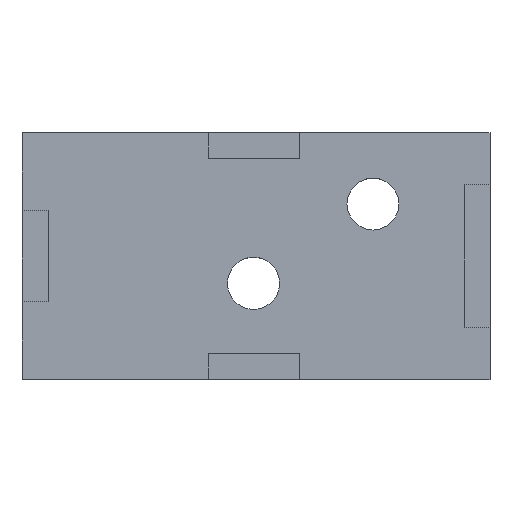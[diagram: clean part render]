
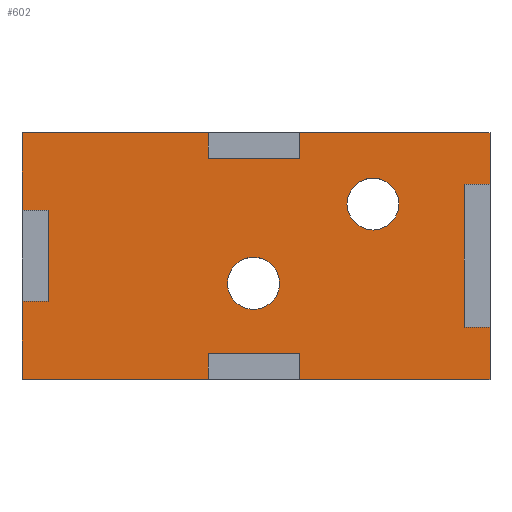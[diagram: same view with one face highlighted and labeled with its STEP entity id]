
A CAD part, top view. The second image highlights one B-rep face of the part: STEP entity #602.
In plain terms, the highlighted planar face has unit normal (0, 0, 1).
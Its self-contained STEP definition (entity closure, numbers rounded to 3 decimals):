
#15=FACE_BOUND('',#95,.T.);
#16=FACE_BOUND('',#96,.T.);
#34=PLANE('',#650);
#64=FACE_OUTER_BOUND('',#94,.T.);
#94=EDGE_LOOP('',(#487,#488,#489,#490,#491,#492,#493,#494,#495,#496,#497,
#498,#499,#500,#501,#502,#503,#504,#505,#506));
#95=EDGE_LOOP('',(#507));
#96=EDGE_LOOP('',(#508));
#131=LINE('',#866,#211);
#135=LINE('',#874,#215);
#138=LINE('',#881,#218);
#142=LINE('',#889,#222);
#145=LINE('',#895,#225);
#149=LINE('',#903,#229);
#152=LINE('',#909,#232);
#155=LINE('',#914,#235);
#157=LINE('',#918,#237);
#158=LINE('',#920,#238);
#159=LINE('',#922,#239);
#160=LINE('',#924,#240);
#161=LINE('',#926,#241);
#162=LINE('',#928,#242);
#163=LINE('',#930,#243);
#164=LINE('',#932,#244);
#165=LINE('',#934,#245);
#166=LINE('',#936,#246);
#167=LINE('',#938,#247);
#168=LINE('',#939,#248);
#211=VECTOR('',#711,10.);
#215=VECTOR('',#715,10.);
#218=VECTOR('',#720,10.);
#222=VECTOR('',#726,10.);
#225=VECTOR('',#731,10.);
#229=VECTOR('',#739,10.);
#232=VECTOR('',#744,10.);
#235=VECTOR('',#749,10.);
#237=VECTOR('',#755,10.);
#238=VECTOR('',#756,10.);
#239=VECTOR('',#757,10.);
#240=VECTOR('',#758,10.);
#241=VECTOR('',#759,10.);
#242=VECTOR('',#760,10.);
#243=VECTOR('',#761,10.);
#244=VECTOR('',#762,10.);
#245=VECTOR('',#763,10.);
#246=VECTOR('',#764,10.);
#247=VECTOR('',#765,10.);
#248=VECTOR('',#766,10.);
#271=CIRCLE('',#630,2.);
#273=CIRCLE('',#633,2.);
#275=VERTEX_POINT('',#815);
#277=VERTEX_POINT('',#821);
#292=VERTEX_POINT('',#863);
#293=VERTEX_POINT('',#865);
#296=VERTEX_POINT('',#871);
#297=VERTEX_POINT('',#873);
#299=VERTEX_POINT('',#879);
#300=VERTEX_POINT('',#880);
#303=VERTEX_POINT('',#888);
#305=VERTEX_POINT('',#894);
#307=VERTEX_POINT('',#902);
#309=VERTEX_POINT('',#908);
#311=VERTEX_POINT('',#919);
#312=VERTEX_POINT('',#921);
#313=VERTEX_POINT('',#923);
#314=VERTEX_POINT('',#925);
#315=VERTEX_POINT('',#927);
#316=VERTEX_POINT('',#929);
#317=VERTEX_POINT('',#931);
#318=VERTEX_POINT('',#933);
#319=VERTEX_POINT('',#935);
#320=VERTEX_POINT('',#937);
#331=EDGE_CURVE('',#275,#275,#271,.T.);
#334=EDGE_CURVE('',#277,#277,#273,.T.);
#355=EDGE_CURVE('',#293,#292,#131,.T.);
#359=EDGE_CURVE('',#297,#296,#135,.T.);
#362=EDGE_CURVE('',#299,#300,#138,.T.);
#366=EDGE_CURVE('',#300,#303,#142,.T.);
#369=EDGE_CURVE('',#305,#299,#145,.T.);
#373=EDGE_CURVE('',#307,#293,#149,.T.);
#376=EDGE_CURVE('',#296,#309,#152,.T.);
#379=EDGE_CURVE('',#309,#307,#155,.T.);
#381=EDGE_CURVE('',#303,#297,#157,.T.);
#382=EDGE_CURVE('',#292,#311,#158,.T.);
#383=EDGE_CURVE('',#311,#312,#159,.T.);
#384=EDGE_CURVE('',#312,#313,#160,.T.);
#385=EDGE_CURVE('',#313,#314,#161,.T.);
#386=EDGE_CURVE('',#314,#315,#162,.T.);
#387=EDGE_CURVE('',#315,#316,#163,.T.);
#388=EDGE_CURVE('',#316,#317,#164,.T.);
#389=EDGE_CURVE('',#317,#318,#165,.T.);
#390=EDGE_CURVE('',#318,#319,#166,.T.);
#391=EDGE_CURVE('',#319,#320,#167,.T.);
#392=EDGE_CURVE('',#320,#305,#168,.T.);
#487=ORIENTED_EDGE('',*,*,#366,.T.);
#488=ORIENTED_EDGE('',*,*,#381,.T.);
#489=ORIENTED_EDGE('',*,*,#359,.T.);
#490=ORIENTED_EDGE('',*,*,#376,.T.);
#491=ORIENTED_EDGE('',*,*,#379,.T.);
#492=ORIENTED_EDGE('',*,*,#373,.T.);
#493=ORIENTED_EDGE('',*,*,#355,.T.);
#494=ORIENTED_EDGE('',*,*,#382,.T.);
#495=ORIENTED_EDGE('',*,*,#383,.T.);
#496=ORIENTED_EDGE('',*,*,#384,.T.);
#497=ORIENTED_EDGE('',*,*,#385,.T.);
#498=ORIENTED_EDGE('',*,*,#386,.T.);
#499=ORIENTED_EDGE('',*,*,#387,.T.);
#500=ORIENTED_EDGE('',*,*,#388,.T.);
#501=ORIENTED_EDGE('',*,*,#389,.T.);
#502=ORIENTED_EDGE('',*,*,#390,.T.);
#503=ORIENTED_EDGE('',*,*,#391,.T.);
#504=ORIENTED_EDGE('',*,*,#392,.T.);
#505=ORIENTED_EDGE('',*,*,#369,.T.);
#506=ORIENTED_EDGE('',*,*,#362,.T.);
#507=ORIENTED_EDGE('',*,*,#331,.T.);
#508=ORIENTED_EDGE('',*,*,#334,.T.);
#602=ADVANCED_FACE('',(#64,#15,#16),#34,.T.);
#630=AXIS2_PLACEMENT_3D('',#816,#667,#668);
#633=AXIS2_PLACEMENT_3D('',#822,#674,#675);
#650=AXIS2_PLACEMENT_3D('',#917,#753,#754);
#667=DIRECTION('center_axis',(0.,0.,-1.));
#668=DIRECTION('ref_axis',(1.,0.,0.));
#674=DIRECTION('center_axis',(0.,0.,-1.));
#675=DIRECTION('ref_axis',(1.,0.,0.));
#711=DIRECTION('',(-1.,0.,0.));
#715=DIRECTION('',(-1.,0.,0.));
#720=DIRECTION('',(0.,1.,0.));
#726=DIRECTION('',(1.,0.,0.));
#731=DIRECTION('',(-1.,0.,0.));
#739=DIRECTION('',(0.,1.,0.));
#744=DIRECTION('',(0.,-1.,0.));
#749=DIRECTION('',(-1.,0.,0.));
#753=DIRECTION('center_axis',(0.,0.,1.));
#754=DIRECTION('ref_axis',(1.,0.,0.));
#755=DIRECTION('',(0.,1.,0.));
#756=DIRECTION('',(0.,-1.,0.));
#757=DIRECTION('',(1.,0.,0.));
#758=DIRECTION('',(0.,-1.,0.));
#759=DIRECTION('',(-1.,0.,0.));
#760=DIRECTION('',(0.,-1.,0.));
#761=DIRECTION('',(1.,0.,0.));
#762=DIRECTION('',(0.,1.,0.));
#763=DIRECTION('',(1.,0.,0.));
#764=DIRECTION('',(0.,-1.,0.));
#765=DIRECTION('',(1.,0.,0.));
#766=DIRECTION('',(0.,1.,0.));
#815=CARTESIAN_POINT('',(13.31,4.9,-10.));
#816=CARTESIAN_POINT('Origin',(15.31,4.9,-10.));
#821=CARTESIAN_POINT('',(22.5,11.,-10.));
#822=CARTESIAN_POINT('Origin',(24.5,11.,-10.));
#863=CARTESIAN_POINT('',(-2.5,16.5,-10.));
#865=CARTESIAN_POINT('',(11.81,16.5,-10.));
#866=CARTESIAN_POINT('',(33.5,16.5,-10.));
#871=CARTESIAN_POINT('',(18.81,16.5,-10.));
#873=CARTESIAN_POINT('',(33.5,16.5,-10.));
#874=CARTESIAN_POINT('',(33.5,16.5,-10.));
#879=CARTESIAN_POINT('',(31.5,1.5,-10.));
#880=CARTESIAN_POINT('',(31.5,12.5,-10.));
#881=CARTESIAN_POINT('',(31.5,9.75,-10.));
#888=CARTESIAN_POINT('',(33.5,12.5,-10.));
#889=CARTESIAN_POINT('',(24.5,12.5,-10.));
#894=CARTESIAN_POINT('',(33.5,1.5,-10.));
#895=CARTESIAN_POINT('',(23.5,1.5,-10.));
#902=CARTESIAN_POINT('',(11.81,14.5,-10.));
#903=CARTESIAN_POINT('',(11.81,11.75,-10.));
#908=CARTESIAN_POINT('',(18.81,14.5,-10.));
#909=CARTESIAN_POINT('',(18.81,10.75,-10.));
#914=CARTESIAN_POINT('',(13.655,14.5,-10.));
#917=CARTESIAN_POINT('Origin',(15.5,7.,-10.));
#918=CARTESIAN_POINT('',(33.5,-2.5,-10.));
#919=CARTESIAN_POINT('',(-2.5,10.5,-10.));
#920=CARTESIAN_POINT('',(-2.5,16.5,-10.));
#921=CARTESIAN_POINT('',(-0.5,10.5,-10.));
#922=CARTESIAN_POINT('',(7.5,10.5,-10.));
#923=CARTESIAN_POINT('',(-0.5,3.5,-10.));
#924=CARTESIAN_POINT('',(-0.5,5.25,-10.));
#925=CARTESIAN_POINT('',(-2.5,3.5,-10.));
#926=CARTESIAN_POINT('',(6.5,3.5,-10.));
#927=CARTESIAN_POINT('',(-2.5,-2.5,-10.));
#928=CARTESIAN_POINT('',(-2.5,16.5,-10.));
#929=CARTESIAN_POINT('',(11.81,-2.5,-10.));
#930=CARTESIAN_POINT('',(-2.5,-2.5,-10.));
#931=CARTESIAN_POINT('',(11.81,-0.5,-10.));
#932=CARTESIAN_POINT('',(11.81,3.25,-10.));
#933=CARTESIAN_POINT('',(18.81,-0.5,-10.));
#934=CARTESIAN_POINT('',(17.155,-0.5,-10.));
#935=CARTESIAN_POINT('',(18.81,-2.5,-10.));
#936=CARTESIAN_POINT('',(18.81,2.25,-10.));
#937=CARTESIAN_POINT('',(33.5,-2.5,-10.));
#938=CARTESIAN_POINT('',(-2.5,-2.5,-10.));
#939=CARTESIAN_POINT('',(33.5,-2.5,-10.));
